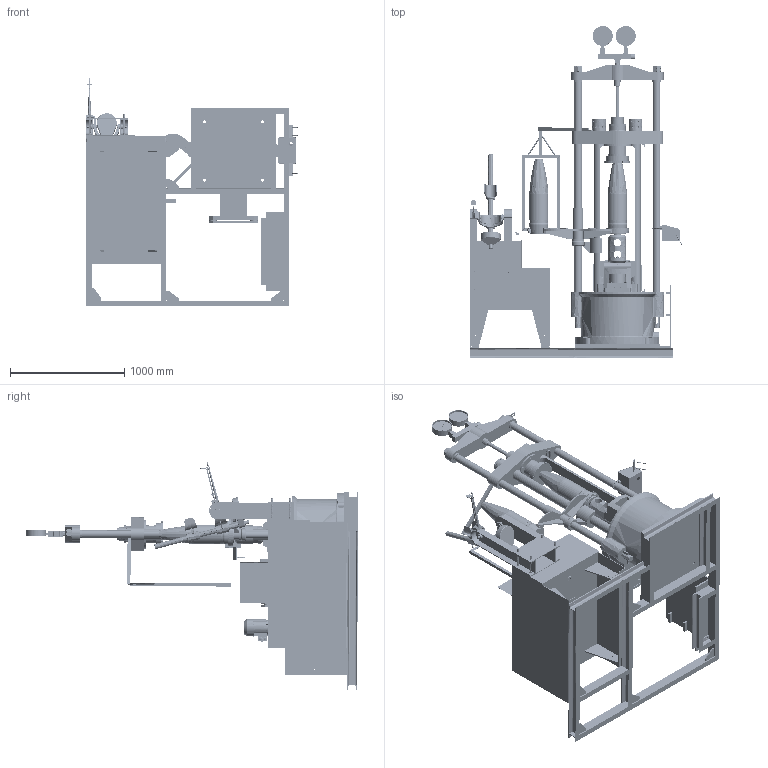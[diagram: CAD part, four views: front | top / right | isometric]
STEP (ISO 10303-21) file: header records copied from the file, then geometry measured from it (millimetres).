
FILE_DESCRIPTION(('FreeCAD Model'),'2;1');
FILE_NAME('Open CASCADE Shape Model','2025-05-08T07:41:09',('FreeCAD'),( 'FreeCAD'),'Open CASCADE STEP processor 7.6','FreeCAD','Unknown');
FILE_SCHEMA(('AUTOMOTIVE_DESIGN { 1 0 10303 214 1 1 1 1 }'));
Products named in the file (1): Open CASCADE STEP translator 7.6 1
Bounding box: 1855.86 x 2901.85 x 1999.84 mm (x, y, z)
Volume: 312788678.9 mm3; surface area: 33993528.7 mm2
Topology: 227 solids, 227 shells, 6778 faces, 17215 edges, 10850 vertices
Faces by surface type: bspline 6778
Entity records: 637870 total; most frequent: CARTESIAN_POINT 540399, ORIENTED_EDGE 34122, EDGE_CURVE 17061, VERTEX_POINT 10850, B_SPLINE_CURVE_WITH_KNOTS 10143, FACE_BOUND 7877, EDGE_LOOP 7877, ADVANCED_FACE 6778
